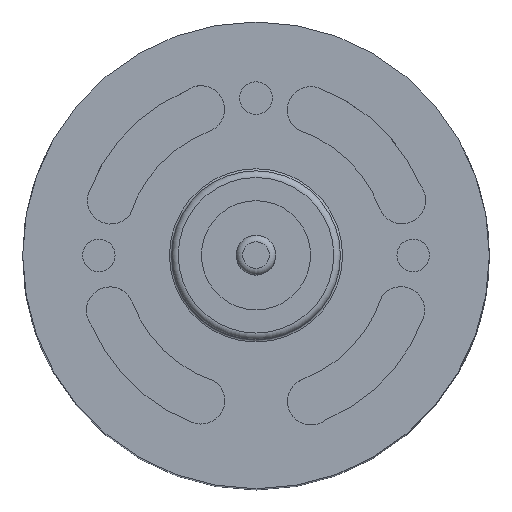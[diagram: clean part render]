
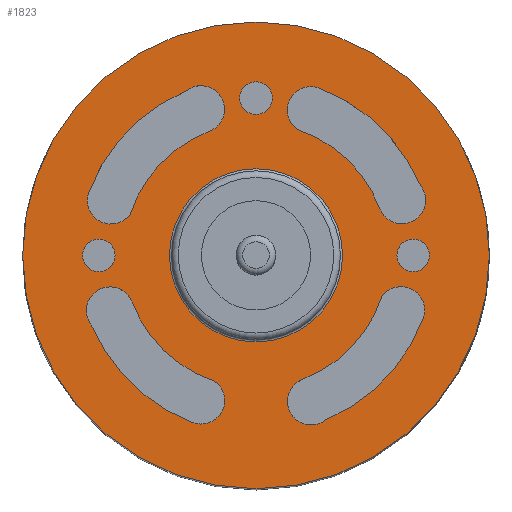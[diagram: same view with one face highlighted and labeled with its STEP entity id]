
A CAD part, top view. The second image highlights one B-rep face of the part: STEP entity #1823.
In plain terms, the highlighted planar face has unit normal (0, 0, 1).
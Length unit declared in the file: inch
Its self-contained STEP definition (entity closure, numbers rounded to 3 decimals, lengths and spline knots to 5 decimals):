
#29=PLANE('',#1980);
#76=FACE_BOUND('',#220,.T.);
#77=FACE_BOUND('',#221,.T.);
#78=FACE_BOUND('',#222,.T.);
#79=FACE_BOUND('',#223,.T.);
#80=FACE_BOUND('',#224,.T.);
#81=FACE_BOUND('',#225,.T.);
#82=FACE_BOUND('',#226,.T.);
#83=FACE_BOUND('',#227,.T.);
#113=FACE_OUTER_BOUND('',#219,.T.);
#219=EDGE_LOOP('',(#1246));
#220=EDGE_LOOP('',(#1247,#1248,#1249,#1250));
#221=EDGE_LOOP('',(#1251,#1252,#1253,#1254));
#222=EDGE_LOOP('',(#1255,#1256,#1257,#1258));
#223=EDGE_LOOP('',(#1259,#1260,#1261,#1262));
#224=EDGE_LOOP('',(#1263,#1264));
#225=EDGE_LOOP('',(#1265,#1266));
#226=EDGE_LOOP('',(#1267,#1268));
#227=EDGE_LOOP('',(#1269,#1270));
#595=CIRCLE('',#1943,0.705);
#630=CIRCLE('',#1981,0.4);
#631=CIRCLE('',#1982,0.07143);
#632=CIRCLE('',#1983,0.54);
#633=CIRCLE('',#1984,0.07143);
#634=CIRCLE('',#1985,0.4);
#635=CIRCLE('',#1986,0.07143);
#636=CIRCLE('',#1987,0.54);
#637=CIRCLE('',#1988,0.07143);
#638=CIRCLE('',#1989,0.4);
#639=CIRCLE('',#1990,0.07143);
#640=CIRCLE('',#1991,0.54);
#641=CIRCLE('',#1992,0.07143);
#642=CIRCLE('',#1993,0.07143);
#643=CIRCLE('',#1994,0.54);
#644=CIRCLE('',#1995,0.07143);
#645=CIRCLE('',#1996,0.4);
#646=CIRCLE('',#1997,0.2615);
#647=CIRCLE('',#1998,0.2615);
#648=CIRCLE('',#1999,0.04921);
#649=CIRCLE('',#2000,0.04921);
#650=CIRCLE('',#2001,0.04921);
#651=CIRCLE('',#2002,0.04921);
#652=CIRCLE('',#2003,0.04921);
#653=CIRCLE('',#2004,0.04921);
#738=VERTEX_POINT('',#2809);
#779=VERTEX_POINT('',#3021);
#780=VERTEX_POINT('',#3022);
#781=VERTEX_POINT('',#3024);
#782=VERTEX_POINT('',#3026);
#783=VERTEX_POINT('',#3029);
#784=VERTEX_POINT('',#3030);
#785=VERTEX_POINT('',#3032);
#786=VERTEX_POINT('',#3034);
#787=VERTEX_POINT('',#3037);
#788=VERTEX_POINT('',#3038);
#789=VERTEX_POINT('',#3040);
#790=VERTEX_POINT('',#3042);
#791=VERTEX_POINT('',#3045);
#792=VERTEX_POINT('',#3046);
#793=VERTEX_POINT('',#3048);
#794=VERTEX_POINT('',#3050);
#795=VERTEX_POINT('',#3053);
#796=VERTEX_POINT('',#3054);
#797=VERTEX_POINT('',#3057);
#798=VERTEX_POINT('',#3058);
#799=VERTEX_POINT('',#3061);
#800=VERTEX_POINT('',#3062);
#801=VERTEX_POINT('',#3065);
#802=VERTEX_POINT('',#3066);
#926=EDGE_CURVE('',#738,#738,#595,.T.);
#970=EDGE_CURVE('',#779,#780,#630,.T.);
#971=EDGE_CURVE('',#781,#779,#631,.T.);
#972=EDGE_CURVE('',#782,#781,#632,.T.);
#973=EDGE_CURVE('',#780,#782,#633,.T.);
#974=EDGE_CURVE('',#783,#784,#634,.T.);
#975=EDGE_CURVE('',#785,#783,#635,.T.);
#976=EDGE_CURVE('',#786,#785,#636,.T.);
#977=EDGE_CURVE('',#784,#786,#637,.T.);
#978=EDGE_CURVE('',#787,#788,#638,.T.);
#979=EDGE_CURVE('',#789,#787,#639,.T.);
#980=EDGE_CURVE('',#790,#789,#640,.T.);
#981=EDGE_CURVE('',#788,#790,#641,.T.);
#982=EDGE_CURVE('',#791,#792,#642,.T.);
#983=EDGE_CURVE('',#793,#791,#643,.T.);
#984=EDGE_CURVE('',#794,#793,#644,.T.);
#985=EDGE_CURVE('',#792,#794,#645,.T.);
#986=EDGE_CURVE('',#795,#796,#646,.T.);
#987=EDGE_CURVE('',#796,#795,#647,.T.);
#988=EDGE_CURVE('',#797,#798,#648,.T.);
#989=EDGE_CURVE('',#798,#797,#649,.T.);
#990=EDGE_CURVE('',#799,#800,#650,.T.);
#991=EDGE_CURVE('',#800,#799,#651,.T.);
#992=EDGE_CURVE('',#801,#802,#652,.T.);
#993=EDGE_CURVE('',#802,#801,#653,.T.);
#1246=ORIENTED_EDGE('',*,*,#926,.T.);
#1247=ORIENTED_EDGE('',*,*,#970,.F.);
#1248=ORIENTED_EDGE('',*,*,#971,.F.);
#1249=ORIENTED_EDGE('',*,*,#972,.F.);
#1250=ORIENTED_EDGE('',*,*,#973,.F.);
#1251=ORIENTED_EDGE('',*,*,#974,.F.);
#1252=ORIENTED_EDGE('',*,*,#975,.F.);
#1253=ORIENTED_EDGE('',*,*,#976,.F.);
#1254=ORIENTED_EDGE('',*,*,#977,.F.);
#1255=ORIENTED_EDGE('',*,*,#978,.F.);
#1256=ORIENTED_EDGE('',*,*,#979,.F.);
#1257=ORIENTED_EDGE('',*,*,#980,.F.);
#1258=ORIENTED_EDGE('',*,*,#981,.F.);
#1259=ORIENTED_EDGE('',*,*,#982,.F.);
#1260=ORIENTED_EDGE('',*,*,#983,.F.);
#1261=ORIENTED_EDGE('',*,*,#984,.F.);
#1262=ORIENTED_EDGE('',*,*,#985,.F.);
#1263=ORIENTED_EDGE('',*,*,#986,.T.);
#1264=ORIENTED_EDGE('',*,*,#987,.T.);
#1265=ORIENTED_EDGE('',*,*,#988,.F.);
#1266=ORIENTED_EDGE('',*,*,#989,.F.);
#1267=ORIENTED_EDGE('',*,*,#990,.F.);
#1268=ORIENTED_EDGE('',*,*,#991,.F.);
#1269=ORIENTED_EDGE('',*,*,#992,.F.);
#1270=ORIENTED_EDGE('',*,*,#993,.F.);
#1823=ADVANCED_FACE('',(#113,#76,#77,#78,#79,#80,#81,#82,#83),#29,.T.);
#1943=AXIS2_PLACEMENT_3D('',#2811,#2192,#2193);
#1980=AXIS2_PLACEMENT_3D('',#3020,#2268,#2269);
#1981=AXIS2_PLACEMENT_3D('',#3023,#2270,#2271);
#1982=AXIS2_PLACEMENT_3D('',#3025,#2272,#2273);
#1983=AXIS2_PLACEMENT_3D('',#3027,#2274,#2275);
#1984=AXIS2_PLACEMENT_3D('',#3028,#2276,#2277);
#1985=AXIS2_PLACEMENT_3D('',#3031,#2278,#2279);
#1986=AXIS2_PLACEMENT_3D('',#3033,#2280,#2281);
#1987=AXIS2_PLACEMENT_3D('',#3035,#2282,#2283);
#1988=AXIS2_PLACEMENT_3D('',#3036,#2284,#2285);
#1989=AXIS2_PLACEMENT_3D('',#3039,#2286,#2287);
#1990=AXIS2_PLACEMENT_3D('',#3041,#2288,#2289);
#1991=AXIS2_PLACEMENT_3D('',#3043,#2290,#2291);
#1992=AXIS2_PLACEMENT_3D('',#3044,#2292,#2293);
#1993=AXIS2_PLACEMENT_3D('',#3047,#2294,#2295);
#1994=AXIS2_PLACEMENT_3D('',#3049,#2296,#2297);
#1995=AXIS2_PLACEMENT_3D('',#3051,#2298,#2299);
#1996=AXIS2_PLACEMENT_3D('',#3052,#2300,#2301);
#1997=AXIS2_PLACEMENT_3D('',#3055,#2302,#2303);
#1998=AXIS2_PLACEMENT_3D('',#3056,#2304,#2305);
#1999=AXIS2_PLACEMENT_3D('',#3059,#2306,#2307);
#2000=AXIS2_PLACEMENT_3D('',#3060,#2308,#2309);
#2001=AXIS2_PLACEMENT_3D('',#3063,#2310,#2311);
#2002=AXIS2_PLACEMENT_3D('',#3064,#2312,#2313);
#2003=AXIS2_PLACEMENT_3D('',#3067,#2314,#2315);
#2004=AXIS2_PLACEMENT_3D('',#3068,#2316,#2317);
#2192=DIRECTION('center_axis',(0.,0.,1.));
#2193=DIRECTION('ref_axis',(1.,0.,0.));
#2268=DIRECTION('center_axis',(0.,0.,1.));
#2269=DIRECTION('ref_axis',(1.,0.,0.));
#2270=DIRECTION('center_axis',(0.,0.,-1.));
#2271=DIRECTION('ref_axis',(-1.,0.,0.));
#2272=DIRECTION('center_axis',(0.,0.,1.));
#2273=DIRECTION('ref_axis',(-1.,0.,0.));
#2274=DIRECTION('center_axis',(0.,0.,1.));
#2275=DIRECTION('ref_axis',(-1.,0.,0.));
#2276=DIRECTION('center_axis',(0.,0.,1.));
#2277=DIRECTION('ref_axis',(1.,0.,0.));
#2278=DIRECTION('center_axis',(0.,0.,-1.));
#2279=DIRECTION('ref_axis',(-1.,0.,0.));
#2280=DIRECTION('center_axis',(0.,0.,1.));
#2281=DIRECTION('ref_axis',(-1.,0.,0.));
#2282=DIRECTION('center_axis',(0.,0.,1.));
#2283=DIRECTION('ref_axis',(-1.,0.,0.));
#2284=DIRECTION('center_axis',(0.,0.,1.));
#2285=DIRECTION('ref_axis',(1.,0.,0.));
#2286=DIRECTION('center_axis',(0.,0.,-1.));
#2287=DIRECTION('ref_axis',(-1.,0.,0.));
#2288=DIRECTION('center_axis',(0.,0.,1.));
#2289=DIRECTION('ref_axis',(-1.,0.,0.));
#2290=DIRECTION('center_axis',(0.,0.,1.));
#2291=DIRECTION('ref_axis',(-1.,0.,0.));
#2292=DIRECTION('center_axis',(0.,0.,1.));
#2293=DIRECTION('ref_axis',(1.,0.,0.));
#2294=DIRECTION('center_axis',(0.,0.,1.));
#2295=DIRECTION('ref_axis',(-1.,0.,0.));
#2296=DIRECTION('center_axis',(0.,0.,1.));
#2297=DIRECTION('ref_axis',(-1.,0.,0.));
#2298=DIRECTION('center_axis',(0.,0.,1.));
#2299=DIRECTION('ref_axis',(1.,0.,0.));
#2300=DIRECTION('center_axis',(0.,0.,-1.));
#2301=DIRECTION('ref_axis',(-1.,0.,0.));
#2302=DIRECTION('center_axis',(0.,0.,-1.));
#2303=DIRECTION('ref_axis',(1.,0.,0.));
#2304=DIRECTION('center_axis',(0.,0.,-1.));
#2305=DIRECTION('ref_axis',(1.,0.,0.));
#2306=DIRECTION('center_axis',(0.,0.,1.));
#2307=DIRECTION('ref_axis',(1.,0.,0.));
#2308=DIRECTION('center_axis',(0.,0.,1.));
#2309=DIRECTION('ref_axis',(1.,0.,0.));
#2310=DIRECTION('center_axis',(0.,0.,1.));
#2311=DIRECTION('ref_axis',(1.,0.,0.));
#2312=DIRECTION('center_axis',(0.,0.,1.));
#2313=DIRECTION('ref_axis',(1.,0.,0.));
#2314=DIRECTION('center_axis',(0.,0.,1.));
#2315=DIRECTION('ref_axis',(1.,0.,0.));
#2316=DIRECTION('center_axis',(0.,0.,1.));
#2317=DIRECTION('ref_axis',(1.,0.,0.));
#2809=CARTESIAN_POINT('',(0.705,0.,0.04));
#2811=CARTESIAN_POINT('Origin',(0.,0.,0.04));
#3020=CARTESIAN_POINT('Origin',(0.,0.,0.04));
#3021=CARTESIAN_POINT('',(0.38021,-0.12425,0.04));
#3022=CARTESIAN_POINT('',(0.14133,-0.3742,0.04));
#3023=CARTESIAN_POINT('Origin',(0.,0.,0.04));
#3024=CARTESIAN_POINT('',(0.50499,-0.19127,0.04));
#3025=CARTESIAN_POINT('Origin',(0.43819,-0.16597,0.04));
#3026=CARTESIAN_POINT('',(0.21067,-0.49721,0.04));
#3027=CARTESIAN_POINT('Origin',(0.,0.,0.04));
#3028=CARTESIAN_POINT('Origin',(0.16657,-0.44102,0.04));
#3029=CARTESIAN_POINT('',(-0.38021,0.12425,0.04));
#3030=CARTESIAN_POINT('',(-0.14133,0.3742,0.04));
#3031=CARTESIAN_POINT('Origin',(0.,0.,0.04));
#3032=CARTESIAN_POINT('',(-0.50499,0.19127,0.04));
#3033=CARTESIAN_POINT('Origin',(-0.43819,0.16597,0.04));
#3034=CARTESIAN_POINT('',(-0.21067,0.49721,0.04));
#3035=CARTESIAN_POINT('Origin',(0.,0.,0.04));
#3036=CARTESIAN_POINT('Origin',(-0.16657,0.44102,0.04));
#3037=CARTESIAN_POINT('',(-0.12425,-0.38021,0.04));
#3038=CARTESIAN_POINT('',(-0.3742,-0.14133,0.04));
#3039=CARTESIAN_POINT('Origin',(0.,0.,0.04));
#3040=CARTESIAN_POINT('',(-0.19127,-0.50499,0.04));
#3041=CARTESIAN_POINT('Origin',(-0.16597,-0.43819,0.04));
#3042=CARTESIAN_POINT('',(-0.49721,-0.21067,0.04));
#3043=CARTESIAN_POINT('Origin',(0.,0.,0.04));
#3044=CARTESIAN_POINT('Origin',(-0.44102,-0.16657,0.04));
#3045=CARTESIAN_POINT('',(0.19127,0.50499,0.04));
#3046=CARTESIAN_POINT('',(0.12425,0.38021,0.04));
#3047=CARTESIAN_POINT('Origin',(0.16597,0.43819,0.04));
#3048=CARTESIAN_POINT('',(0.49721,0.21067,0.04));
#3049=CARTESIAN_POINT('Origin',(0.,0.,0.04));
#3050=CARTESIAN_POINT('',(0.3742,0.14133,0.04));
#3051=CARTESIAN_POINT('Origin',(0.44102,0.16657,0.04));
#3052=CARTESIAN_POINT('Origin',(0.,0.,0.04));
#3053=CARTESIAN_POINT('',(0.2615,0.,0.04));
#3054=CARTESIAN_POINT('',(-0.2615,0.,0.04));
#3055=CARTESIAN_POINT('Origin',(0.,0.,0.04));
#3056=CARTESIAN_POINT('Origin',(0.,0.,0.04));
#3057=CARTESIAN_POINT('',(0.04921,0.475,0.04));
#3058=CARTESIAN_POINT('',(-0.04921,0.475,0.04));
#3059=CARTESIAN_POINT('Origin',(0.,0.475,0.04));
#3060=CARTESIAN_POINT('Origin',(0.,0.475,0.04));
#3061=CARTESIAN_POINT('',(-0.42579,0.,0.04));
#3062=CARTESIAN_POINT('',(-0.52421,0.,0.04));
#3063=CARTESIAN_POINT('Origin',(-0.475,0.,0.04));
#3064=CARTESIAN_POINT('Origin',(-0.475,0.,0.04));
#3065=CARTESIAN_POINT('',(0.52421,0.,0.04));
#3066=CARTESIAN_POINT('',(0.42579,0.,0.04));
#3067=CARTESIAN_POINT('Origin',(0.475,0.,0.04));
#3068=CARTESIAN_POINT('Origin',(0.475,0.,0.04));
